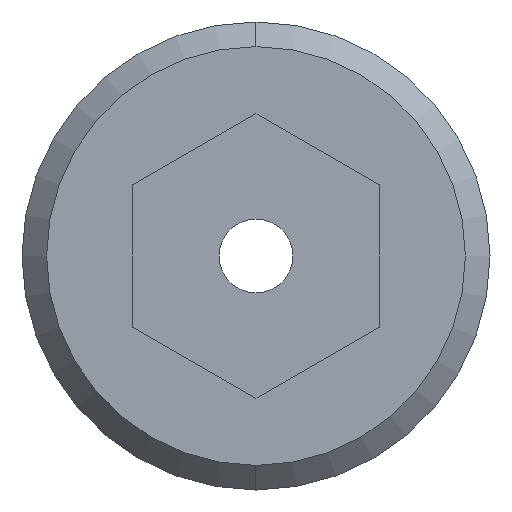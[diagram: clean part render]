
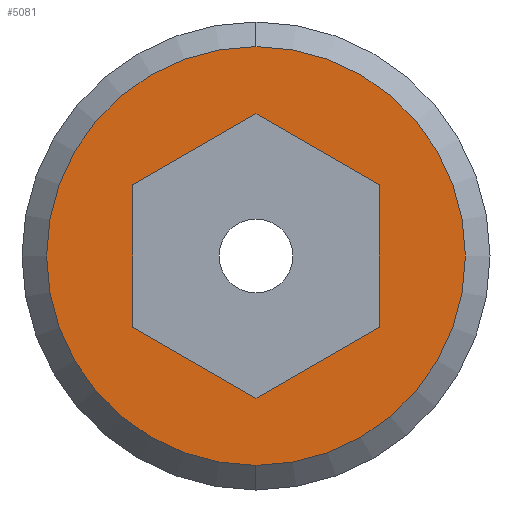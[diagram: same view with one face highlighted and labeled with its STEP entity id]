
A CAD part, left-side view. The second image highlights one B-rep face of the part: STEP entity #5081.
In plain terms, the highlighted planar face has unit normal (-1, 0, 0).
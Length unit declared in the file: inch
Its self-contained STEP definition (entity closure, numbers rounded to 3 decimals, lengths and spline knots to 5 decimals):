
#2179=CARTESIAN_POINT('',(-0.162,0.,0.));
#2180=DIRECTION('',(-1.,0.,0.));
#2181=DIRECTION('',(0.,1.,0.));
#2182=AXIS2_PLACEMENT_3D('',#2179,#2180,#2181);
#2197=DIRECTION('',(0.,0.5,0.866));
#2198=VECTOR('',#2197,0.08083);
#2199=CARTESIAN_POINT('',(-0.162,0.04041,-0.07));
#2200=LINE('',#2199,#2198);
#2201=DIRECTION('',(0.,1.,0.));
#2202=VECTOR('',#2201,0.08083);
#2203=CARTESIAN_POINT('',(-0.162,-0.04041,-0.07));
#2204=LINE('',#2203,#2202);
#2205=DIRECTION('',(0.,0.5,-0.866));
#2206=VECTOR('',#2205,0.08083);
#2207=CARTESIAN_POINT('',(-0.162,-0.08083,0.));
#2208=LINE('',#2207,#2206);
#2209=DIRECTION('',(0.,-0.5,-0.866));
#2210=VECTOR('',#2209,0.08083);
#2211=CARTESIAN_POINT('',(-0.162,-0.04041,0.07));
#2212=LINE('',#2211,#2210);
#2213=DIRECTION('',(0.,-1.,0.));
#2214=VECTOR('',#2213,0.08083);
#2215=CARTESIAN_POINT('',(-0.162,0.04041,0.07));
#2216=LINE('',#2215,#2214);
#2217=DIRECTION('',(0.,-0.5,0.866));
#2218=VECTOR('',#2217,0.08083);
#2219=CARTESIAN_POINT('',(-0.162,0.08083,0.));
#2220=LINE('',#2219,#2218);
#2221=CARTESIAN_POINT('',(-0.162,0.,0.));
#2222=DIRECTION('',(1.,0.,0.));
#2223=DIRECTION('',(0.,1.,0.));
#2224=AXIS2_PLACEMENT_3D('',#2221,#2222,#2223);
#2377=CARTESIAN_POINT('',(-0.162,0.119,0.));
#2378=CARTESIAN_POINT('',(-0.162,-0.119,0.));
#2379=VERTEX_POINT('',#2377);
#2380=VERTEX_POINT('',#2378);
#2397=CARTESIAN_POINT('',(-0.162,0.04041,-0.07));
#2398=CARTESIAN_POINT('',(-0.162,0.08083,0.));
#2399=VERTEX_POINT('',#2397);
#2400=VERTEX_POINT('',#2398);
#2401=CARTESIAN_POINT('',(-0.162,-0.04041,-0.07));
#2402=VERTEX_POINT('',#2401);
#2403=CARTESIAN_POINT('',(-0.162,-0.08083,0.));
#2404=VERTEX_POINT('',#2403);
#2405=CARTESIAN_POINT('',(-0.162,-0.04041,0.07));
#2406=VERTEX_POINT('',#2405);
#2407=CARTESIAN_POINT('',(-0.162,0.04041,0.07));
#2408=VERTEX_POINT('',#2407);
#5057=CARTESIAN_POINT('',(-0.162,0.,0.));
#5058=DIRECTION('',(1.,0.,0.));
#5059=DIRECTION('',(0.,-1.,0.));
#5060=AXIS2_PLACEMENT_3D('',#5057,#5058,#5059);
#5061=PLANE('',#5060);
#5062=ORIENTED_EDGE('',*,*,#5047,.F.);
#5064=ORIENTED_EDGE('',*,*,#5063,.T.);
#5065=EDGE_LOOP('',(#5062,#5064));
#5066=FACE_OUTER_BOUND('',#5065,.F.);
#5068=ORIENTED_EDGE('',*,*,#5067,.F.);
#5070=ORIENTED_EDGE('',*,*,#5069,.F.);
#5072=ORIENTED_EDGE('',*,*,#5071,.F.);
#5074=ORIENTED_EDGE('',*,*,#5073,.F.);
#5076=ORIENTED_EDGE('',*,*,#5075,.F.);
#5078=ORIENTED_EDGE('',*,*,#5077,.F.);
#5079=EDGE_LOOP('',(#5068,#5070,#5072,#5074,#5076,#5078));
#5080=FACE_BOUND('',#5079,.F.);
#2183=CIRCLE('',#2182,0.119);
#2225=CIRCLE('',#2224,0.119);
#5047=EDGE_CURVE('',#2379,#2380,#2183,.T.);
#5063=EDGE_CURVE('',#2379,#2380,#2225,.T.);
#5067=EDGE_CURVE('',#2399,#2400,#2200,.T.);
#5069=EDGE_CURVE('',#2402,#2399,#2204,.T.);
#5071=EDGE_CURVE('',#2404,#2402,#2208,.T.);
#5073=EDGE_CURVE('',#2406,#2404,#2212,.T.);
#5075=EDGE_CURVE('',#2408,#2406,#2216,.T.);
#5077=EDGE_CURVE('',#2400,#2408,#2220,.T.);
#5081=ADVANCED_FACE('',(#5066,#5080),#5061,.F.);
